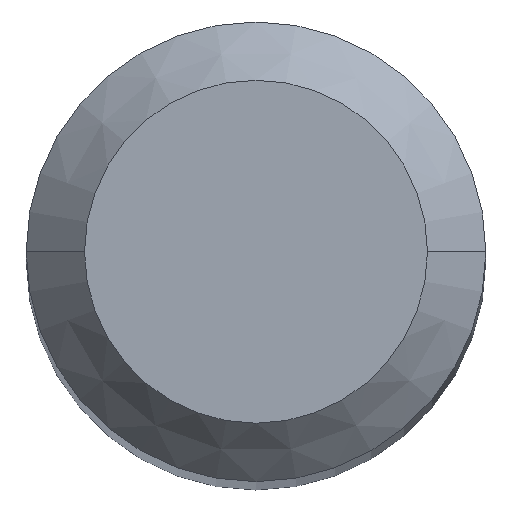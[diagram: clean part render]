
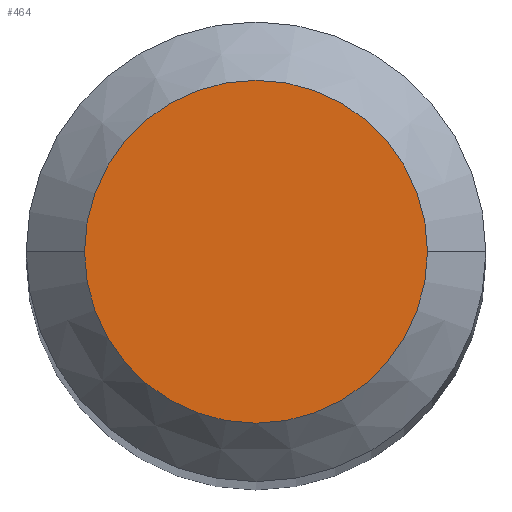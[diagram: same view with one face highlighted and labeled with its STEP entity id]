
A CAD part, top view. The second image highlights one B-rep face of the part: STEP entity #464.
In plain terms, the highlighted planar face has unit normal (0, 0, 1).
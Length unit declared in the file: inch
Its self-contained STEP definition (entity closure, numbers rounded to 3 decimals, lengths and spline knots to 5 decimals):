
#30 = DIRECTION ( 'NONE',  ( 1., 0., 0. ) ) ;
#35 = VERTEX_POINT ( 'NONE', #109 ) ;
#51 = AXIS2_PLACEMENT_3D ( 'NONE', #342, #196, #303 ) ;
#109 = CARTESIAN_POINT ( 'NONE',  ( 0.04405, 0., 0. ) ) ;
#115 = DIRECTION ( 'NONE',  ( 1., 0., 0. ) ) ;
#132 = EDGE_CURVE ( 'NONE', #160, #35, #239, .T. ) ;
#160 = VERTEX_POINT ( 'NONE', #409 ) ;
#161 = DIRECTION ( 'NONE',  ( 0., 0., 1. ) ) ;
#170 = AXIS2_PLACEMENT_3D ( 'NONE', #210, #215, #30 ) ;
#179 = AXIS2_PLACEMENT_3D ( 'NONE', #226, #161, #115 ) ;
#196 = DIRECTION ( 'NONE',  ( 0., 0., -1. ) ) ;
#210 = CARTESIAN_POINT ( 'NONE',  ( 0., 0., 0. ) ) ;
#215 = DIRECTION ( 'NONE',  ( 0., 0., 1. ) ) ;
#226 = CARTESIAN_POINT ( 'NONE',  ( 0., 0., 0. ) ) ;
#239 = CIRCLE ( 'NONE', #170, 0.04405 ) ;
#246 = EDGE_LOOP ( 'NONE', ( #322, #367 ) ) ;
#270 = FACE_OUTER_BOUND ( 'NONE', #246, .T. ) ;
#303 = DIRECTION ( 'NONE',  ( -1., 0., 0. ) ) ;
#322 = ORIENTED_EDGE ( 'NONE', *, *, #132, .T. ) ;
#342 = CARTESIAN_POINT ( 'NONE',  ( 0., 0.04405, 0. ) ) ;
#343 = EDGE_CURVE ( 'NONE', #35, #160, #403, .T. ) ;
#367 = ORIENTED_EDGE ( 'NONE', *, *, #343, .T. ) ;
#403 = CIRCLE ( 'NONE', #179, 0.04405 ) ;
#409 = CARTESIAN_POINT ( 'NONE',  ( -0.04405, 0., 0. ) ) ;
#411 = PLANE ( 'NONE',  #51 ) ;
#464 = ADVANCED_FACE ( 'NONE', ( #270 ), #411, .F. ) ;
